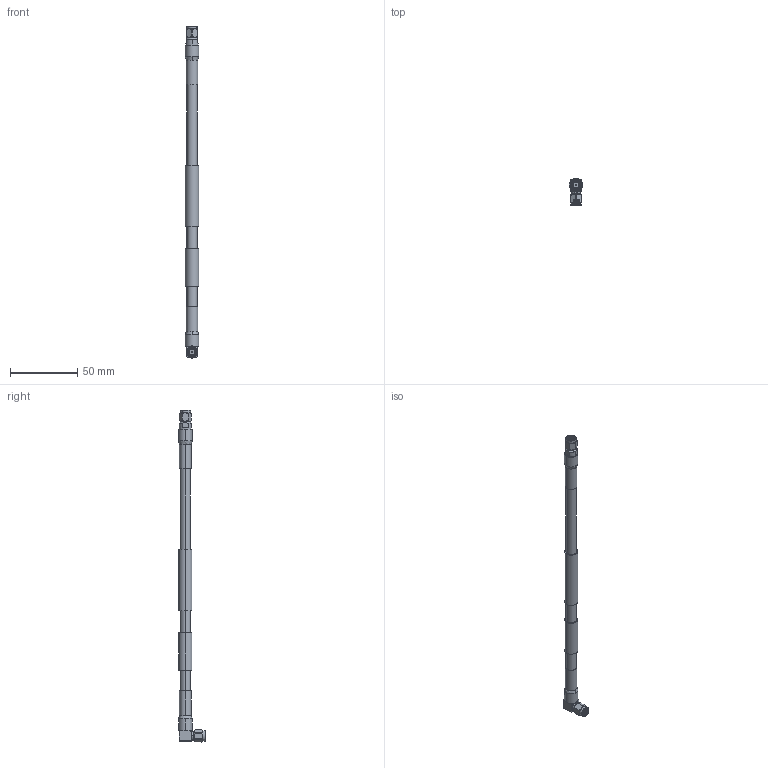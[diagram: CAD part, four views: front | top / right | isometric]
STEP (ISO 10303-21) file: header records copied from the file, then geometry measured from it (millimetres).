
FILE_DESCRIPTION (( 'STEP AP214' ), '1' );
FILE_NAME ('FMCA2275.step', '2021-02-09T19:11:45', ( '' ), ( '' ), 'SwSTEP 2.0', 'SolidWorks 2018', '' );
FILE_SCHEMA (( 'AUTOMOTIVE_DESIGN' ));
Length unit declared in the file: inch
Products named in the file (5): Heat Shrink^FMCA2275; FMCN1718^FMCA2275; FM-1/4SFHC^FMCA2275; FMCA2275; FMCN1719^FMCA2275
Assembly tree (5 placements, depth 2):
  FMCA2275
    FM-1/4SFHC^FMCA2275
    Heat Shrink^FMCA2275  x2
    FMCN1718^FMCA2275
    FMCN1719^FMCA2275
Bounding box: 10.05 x 20.03 x 247.16 mm (x, y, z)
Volume: 15698.4 mm3; surface area: 8715.5 mm2
Topology: 5 solids, 5 shells, 214 faces, 494 edges, 316 vertices
Faces by surface type: cylinder 106, plane 58, cone 36, bspline 14
Entity records: 10255 total; most frequent: CARTESIAN_POINT 5501, ORIENTED_EDGE 952, DIRECTION 946, EDGE_CURVE 476, AXIS2_PLACEMENT_3D 397, VERTEX_POINT 304, EDGE_LOOP 234, FACE_OUTER_BOUND 206
